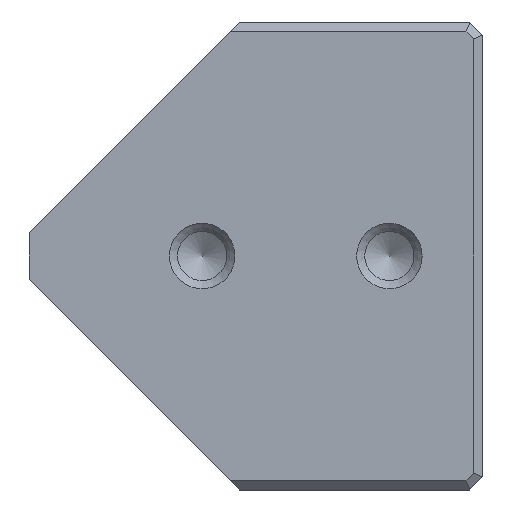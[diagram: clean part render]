
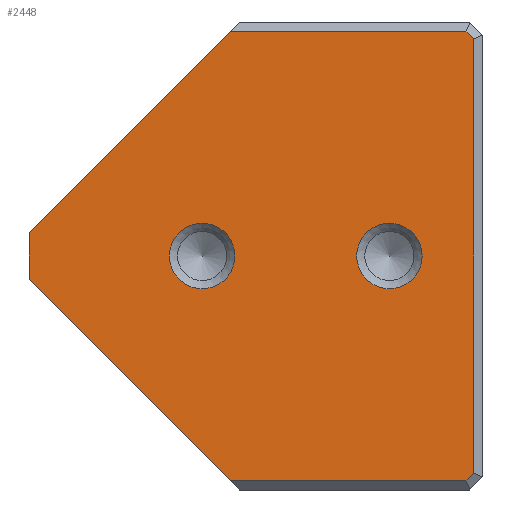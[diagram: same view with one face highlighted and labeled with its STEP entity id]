
A CAD part, left-side view. The second image highlights one B-rep face of the part: STEP entity #2448.
In plain terms, the highlighted planar face has unit normal (-1, 0, 0).
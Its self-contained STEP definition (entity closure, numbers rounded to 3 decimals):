
#2448=ADVANCED_FACE('',(#3309,#3310,#3311),#2809,.T.);
#2809=PLANE('',#8411);
#3042=CIRCLE('',#8409,3.5);
#3043=CIRCLE('',#8410,3.5);
#3309=FACE_BOUND('',#3478,.T.);
#3310=FACE_BOUND('',#3479,.T.);
#3311=FACE_BOUND('',#3480,.T.);
#3478=EDGE_LOOP('',(#4147));
#3479=EDGE_LOOP('',(#4148));
#3480=EDGE_LOOP('',(#4149,#4150,#4151,#4152,#4153,#4154,#4155,#4156));
#4147=ORIENTED_EDGE('',*,*,#6499,.T.);
#4148=ORIENTED_EDGE('',*,*,#6500,.T.);
#4149=ORIENTED_EDGE('',*,*,#6501,.T.);
#4150=ORIENTED_EDGE('',*,*,#6502,.T.);
#4151=ORIENTED_EDGE('',*,*,#6503,.T.);
#4152=ORIENTED_EDGE('',*,*,#6504,.F.);
#4153=ORIENTED_EDGE('',*,*,#6505,.T.);
#4154=ORIENTED_EDGE('',*,*,#6506,.T.);
#4155=ORIENTED_EDGE('',*,*,#6507,.T.);
#4156=ORIENTED_EDGE('',*,*,#6508,.T.);
#5895=VERTEX_POINT('',#10754);
#5896=VERTEX_POINT('',#10756);
#5897=VERTEX_POINT('',#10758);
#5898=VERTEX_POINT('',#10759);
#5899=VERTEX_POINT('',#10761);
#5900=VERTEX_POINT('',#10763);
#5901=VERTEX_POINT('',#10765);
#5902=VERTEX_POINT('',#10767);
#5903=VERTEX_POINT('',#10769);
#5904=VERTEX_POINT('',#10771);
#6499=EDGE_CURVE('',#5895,#5895,#3042,.T.);
#6500=EDGE_CURVE('',#5896,#5896,#3043,.T.);
#6501=EDGE_CURVE('',#5897,#5898,#7289,.T.);
#6502=EDGE_CURVE('',#5898,#5899,#7290,.T.);
#6503=EDGE_CURVE('',#5899,#5900,#7291,.T.);
#6504=EDGE_CURVE('',#5901,#5900,#7292,.T.);
#6505=EDGE_CURVE('',#5901,#5902,#7293,.T.);
#6506=EDGE_CURVE('',#5902,#5903,#7294,.T.);
#6507=EDGE_CURVE('',#5903,#5904,#7295,.T.);
#6508=EDGE_CURVE('',#5904,#5897,#7296,.T.);
#7289=LINE('',#10757,#7923);
#7290=LINE('',#10760,#7924);
#7291=LINE('',#10762,#7925);
#7292=LINE('',#10764,#7926);
#7293=LINE('',#10766,#7927);
#7294=LINE('',#10768,#7928);
#7295=LINE('',#10770,#7929);
#7296=LINE('',#10772,#7930);
#7923=VECTOR('',#8915,1.);
#7924=VECTOR('',#8916,1.);
#7925=VECTOR('',#8917,1.);
#7926=VECTOR('',#8918,1.);
#7927=VECTOR('',#8919,1.);
#7928=VECTOR('',#8920,1.);
#7929=VECTOR('',#8921,1.);
#7930=VECTOR('',#8922,1.);
#8409=AXIS2_PLACEMENT_3D('',#10753,#8911,#8912);
#8410=AXIS2_PLACEMENT_3D('',#10755,#8913,#8914);
#8411=AXIS2_PLACEMENT_3D('',#10773,#8923,#8924);
#8911=DIRECTION('',(1.,0.,0.));
#8912=DIRECTION('',(0.,0.,1.));
#8913=DIRECTION('',(1.,0.,0.));
#8914=DIRECTION('',(0.,0.,1.));
#8915=DIRECTION('',(0.,0.707,0.707));
#8916=DIRECTION('',(0.,1.,0.));
#8917=DIRECTION('',(0.,0.707,-0.707));
#8918=DIRECTION('',(0.,0.,1.));
#8919=DIRECTION('',(0.,-0.707,-0.707));
#8920=DIRECTION('',(0.,-1.,0.));
#8921=DIRECTION('',(0.,-0.707,0.707));
#8922=DIRECTION('',(0.,0.,1.));
#8923=DIRECTION('',(-1.,0.,0.));
#8924=DIRECTION('',(0.,0.,-1.));
#10753=CARTESIAN_POINT('',(0.,30.,25.));
#10754=CARTESIAN_POINT('',(0.,30.,28.5));
#10755=CARTESIAN_POINT('',(0.,10.,25.));
#10756=CARTESIAN_POINT('',(0.,10.,28.5));
#10757=CARTESIAN_POINT('',(0.,-11.468,35.718));
#10758=CARTESIAN_POINT('',(0.,1.,48.186));
#10759=CARTESIAN_POINT('',(0.,1.814,49.));
#10760=CARTESIAN_POINT('',(0.,24.25,49.));
#10761=CARTESIAN_POINT('',(0.,27.,49.));
#10762=CARTESIAN_POINT('',(0.,50.125,25.875));
#10763=CARTESIAN_POINT('',(0.,48.5,27.5));
#10764=CARTESIAN_POINT('',(0.,48.5,0.));
#10765=CARTESIAN_POINT('',(0.,48.5,22.5));
#10766=CARTESIAN_POINT('',(0.,25.125,-0.875));
#10767=CARTESIAN_POINT('',(0.,27.,1.));
#10768=CARTESIAN_POINT('',(0.,24.25,1.));
#10769=CARTESIAN_POINT('',(0.,1.814,1.));
#10770=CARTESIAN_POINT('',(0.,13.532,-10.718));
#10771=CARTESIAN_POINT('',(0.,1.,1.814));
#10772=CARTESIAN_POINT('',(0.,1.,0.));
#10773=CARTESIAN_POINT('',(0.,24.25,0.));
